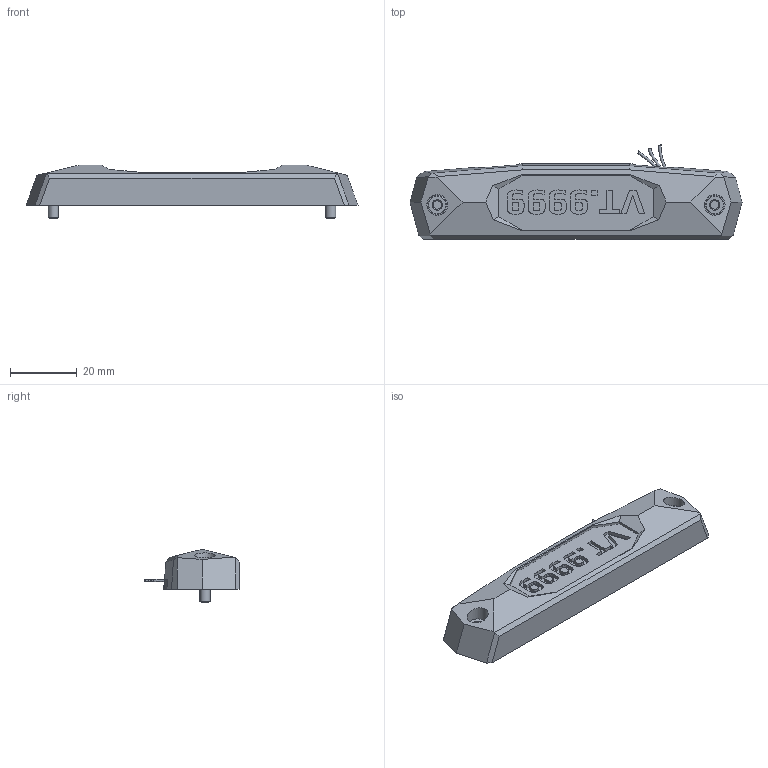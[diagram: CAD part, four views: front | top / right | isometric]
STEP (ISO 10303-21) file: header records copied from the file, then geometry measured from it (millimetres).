
FILE_DESCRIPTION(/* description */ (''),/* implementation_level */ '2;1');
FILE_NAME(/* name */ 'Rainbow_Serial_Bumper.step',/* time_stamp */ '2023-12-28T19:10:58-05:00',/* author */ (''),/* organization */ (''),/* preprocessor_version */ 'ST-DEVELOPER v20',/* originating_system */ 'Autodesk Translation Framework v12.14.0.127',/* authorisation */ '');
FILE_SCHEMA (('AUTOMOTIVE_DESIGN { 1 0 10303 214 3 1 1 }'));
Length unit declared in the file: millimetre
Products named in the file (14): (Unsaved); [a]_main_body; serial_insert; insert_collar; Support1; Support2; back_plate; Hardware; 91290A113_NO THREADS_Alloy Steel Socket Head Screw; RGB Strip; WireGND; Wire5V; WireSignal; segment
Assembly tree (17 placements, depth 3):
  (Unsaved)
    [a]_main_body
    serial_insert
    insert_collar
      Support1
      Support2
    back_plate
    Hardware
      91290A113_NO THREADS_Alloy Steel Socket Head Screw  x2
    RGB Strip
      segment  x4
      WireGND
      Wire5V
      WireSignal
Bounding box: 99.29 x 28.18 x 16 mm (x, y, z)
Volume: 16835.7 mm3; surface area: 15770 mm2
Topology: 31 solids, 31 shells, 635 faces, 1594 edges, 1043 vertices
Faces by surface type: plane 451, bspline 134, cylinder 40, cone 8, torus 2
Full cylindrical faces by diameter (mm): 3 x2, 3.4 x2, 5.5 x2, 6.2 x2
Entity records: 20334 total; most frequent: CARTESIAN_POINT 7793, ORIENTED_EDGE 2754, DIRECTION 1991, EDGE_CURVE 1377, LINE 1021, VECTOR 1021, VERTEX_POINT 899, EDGE_LOOP 556
